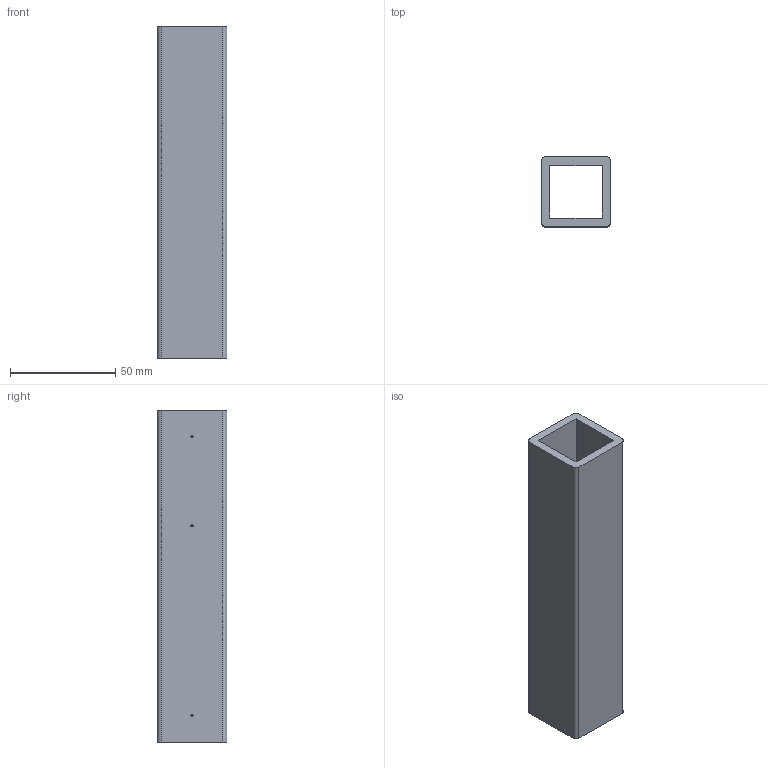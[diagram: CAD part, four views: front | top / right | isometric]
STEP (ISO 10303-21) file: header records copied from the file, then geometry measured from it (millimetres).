
FILE_DESCRIPTION(/* description */ (''),/* implementation_level */ '2;1');
FILE_NAME(/* name */ 'Mid_Leg.prt.step',/* time_stamp */ '2021-10-28T10:51:49+01:00',/* author */ (''),/* organization */ (''),/* preprocessor_version */ 'ST-DEVELOPER v15',/* originating_system */ 'SIEMENS PLM Software NX 9.0',/* authorisation */ '');
FILE_SCHEMA (('AUTOMOTIVE_DESIGN { 1 0 10303 214 3 1 1 1 }'));
Length unit declared in the file: millimetre
Products named in the file (1): Mid_Leg
Bounding box: 33 x 33 x 157.5 mm (x, y, z)
Volume: 72520.4 mm3; surface area: 36986.3 mm2
Topology: 1 solids, 1 shells, 20 faces, 60 edges, 42 vertices
Faces by surface type: plane 10, cylinder 10
Full cylindrical faces by diameter (mm): 1 x6
Entity records: 660 total; most frequent: DIRECTION 110, CARTESIAN_POINT 105, ORIENTED_EDGE 96, EDGE_CURVE 48, AXIS2_PLACEMENT_3D 41, EDGE_LOOP 40, VERTEX_POINT 36, FACE_BOUND 32
